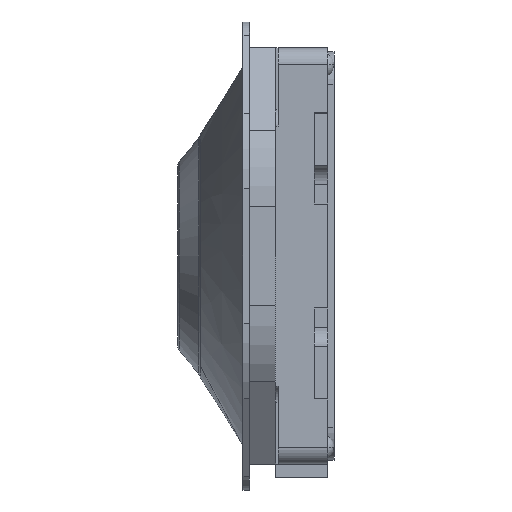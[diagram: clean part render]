
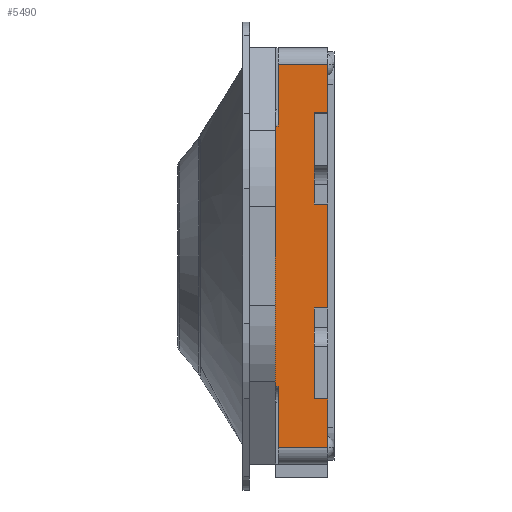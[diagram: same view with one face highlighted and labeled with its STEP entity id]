
A CAD part, left-side view. The second image highlights one B-rep face of the part: STEP entity #5490.
In plain terms, the highlighted planar face has unit normal (-1, 0, 0).
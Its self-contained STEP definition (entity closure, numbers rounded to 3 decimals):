
#12 = EDGE_CURVE ( 'NONE', #2527, #3083, #5675, .T. ) ;
#33 = EDGE_CURVE ( 'NONE', #1536, #3607, #4191, .T. ) ;
#63 = VECTOR ( 'NONE', #6797, 1000. ) ;
#87 = VERTEX_POINT ( 'NONE', #3217 ) ;
#212 = ORIENTED_EDGE ( 'NONE', *, *, #3155, .F. ) ;
#304 = VECTOR ( 'NONE', #529, 1000. ) ;
#473 = CARTESIAN_POINT ( 'NONE',  ( -1.3, 1.851, 0.735 ) ) ;
#529 = DIRECTION ( 'NONE',  ( 0., 1., 0. ) ) ;
#572 = ORIENTED_EDGE ( 'NONE', *, *, #6333, .F. ) ;
#631 = VECTOR ( 'NONE', #3483, 1000. ) ;
#665 = CARTESIAN_POINT ( 'NONE',  ( -1.3, 1.851, -0.55 ) ) ;
#691 = CARTESIAN_POINT ( 'NONE',  ( -1.3, 0.025, -0.2 ) ) ;
#703 = VECTOR ( 'NONE', #6167, 1000. ) ;
#855 = VECTOR ( 'NONE', #5926, 1000. ) ;
#876 = CARTESIAN_POINT ( 'NONE',  ( -1.3, 0.225, 0.5 ) ) ;
#914 = VECTOR ( 'NONE', #6384, 1000. ) ;
#951 = VERTEX_POINT ( 'NONE', #4117 ) ;
#954 = EDGE_CURVE ( 'NONE', #951, #3083, #2068, .T. ) ;
#977 = ORIENTED_EDGE ( 'NONE', *, *, #5657, .T. ) ;
#1143 = CARTESIAN_POINT ( 'NONE',  ( -1.3, 0.025, -0.735 ) ) ;
#1160 = DIRECTION ( 'NONE',  ( 0., 0., 1. ) ) ;
#1222 = CARTESIAN_POINT ( 'NONE',  ( -1.3, 0.215, 0.5 ) ) ;
#1335 = CARTESIAN_POINT ( 'NONE',  ( -1.3, 0.025, -0.55 ) ) ;
#1347 = EDGE_CURVE ( 'NONE', #4193, #5352, #6095, .T. ) ;
#1534 = ORIENTED_EDGE ( 'NONE', *, *, #12, .T. ) ;
#1536 = VERTEX_POINT ( 'NONE', #1143 ) ;
#1578 = EDGE_LOOP ( 'NONE', ( #5629, #212, #3446, #977, #4414, #3400, #4862, #572, #5848, #3385, #4046, #1534, #2082, #3838, #3739, #3913 ) ) ;
#1619 = CARTESIAN_POINT ( 'NONE',  ( -1.3, 0.075, 0.55 ) ) ;
#1725 = EDGE_CURVE ( 'NONE', #87, #3607, #4461, .T. ) ;
#1859 = VERTEX_POINT ( 'NONE', #3783 ) ;
#1894 = VECTOR ( 'NONE', #1978, 1000. ) ;
#1960 = CARTESIAN_POINT ( 'NONE',  ( -1.3, 1.851, -0.735 ) ) ;
#1977 = EDGE_CURVE ( 'NONE', #2332, #4470, #6422, .T. ) ;
#1978 = DIRECTION ( 'NONE',  ( 0., 1., 0. ) ) ;
#2001 = VECTOR ( 'NONE', #6390, 1000. ) ;
#2068 = LINE ( 'NONE', #3062, #631 ) ;
#2082 = ORIENTED_EDGE ( 'NONE', *, *, #954, .F. ) ;
#2087 = CARTESIAN_POINT ( 'NONE',  ( -1.3, 0.225, -0.5 ) ) ;
#2126 = VERTEX_POINT ( 'NONE', #3377 ) ;
#2248 = EDGE_CURVE ( 'NONE', #4193, #3820, #3544, .T. ) ;
#2307 = EDGE_CURVE ( 'NONE', #5352, #2527, #3230, .T. ) ;
#2332 = VERTEX_POINT ( 'NONE', #1619 ) ;
#2527 = VERTEX_POINT ( 'NONE', #876 ) ;
#2557 = DIRECTION ( 'NONE',  ( 0., -1., 0. ) ) ;
#2717 = CARTESIAN_POINT ( 'NONE',  ( -1.3, 0.025, 0.735 ) ) ;
#2953 = CARTESIAN_POINT ( 'NONE',  ( -1.3, 0.215, 0.5 ) ) ;
#3025 = EDGE_CURVE ( 'NONE', #5293, #1859, #5846, .T. ) ;
#3049 = CARTESIAN_POINT ( 'NONE',  ( -1.3, 0.215, 0.735 ) ) ;
#3062 = CARTESIAN_POINT ( 'NONE',  ( -1.3, 0.215, -0.5 ) ) ;
#3083 = VERTEX_POINT ( 'NONE', #2087 ) ;
#3149 = CARTESIAN_POINT ( 'NONE',  ( -1.3, 1.851, 0.2 ) ) ;
#3155 = EDGE_CURVE ( 'NONE', #6267, #87, #6015, .T. ) ;
#3217 = CARTESIAN_POINT ( 'NONE',  ( -1.3, 0.075, -0.55 ) ) ;
#3230 = LINE ( 'NONE', #5797, #5545 ) ;
#3245 = VERTEX_POINT ( 'NONE', #691 ) ;
#3308 = EDGE_CURVE ( 'NONE', #2126, #1536, #6175, .T. ) ;
#3377 = CARTESIAN_POINT ( 'NONE',  ( -1.3, 0.215, -0.735 ) ) ;
#3385 = ORIENTED_EDGE ( 'NONE', *, *, #1347, .T. ) ;
#3400 = ORIENTED_EDGE ( 'NONE', *, *, #5482, .T. ) ;
#3446 = ORIENTED_EDGE ( 'NONE', *, *, #5941, .F. ) ;
#3465 = DIRECTION ( 'NONE',  ( 0., 0., -1. ) ) ;
#3483 = DIRECTION ( 'NONE',  ( 0., 1., 0. ) ) ;
#3538 = AXIS2_PLACEMENT_3D ( 'NONE', #1960, #4045, #3547 ) ;
#3544 = LINE ( 'NONE', #473, #6410 ) ;
#3547 = DIRECTION ( 'NONE',  ( 0., 0., -1. ) ) ;
#3588 = CARTESIAN_POINT ( 'NONE',  ( -1.3, 1.851, -0.735 ) ) ;
#3607 = VERTEX_POINT ( 'NONE', #1335 ) ;
#3637 = VECTOR ( 'NONE', #1160, 1000. ) ;
#3680 = CARTESIAN_POINT ( 'NONE',  ( -1.3, 0.025, -0.735 ) ) ;
#3716 = CARTESIAN_POINT ( 'NONE',  ( -1.3, 0.025, -0.735 ) ) ;
#3739 = ORIENTED_EDGE ( 'NONE', *, *, #3308, .T. ) ;
#3783 = CARTESIAN_POINT ( 'NONE',  ( -1.3, 0.075, 0.2 ) ) ;
#3820 = VERTEX_POINT ( 'NONE', #4038 ) ;
#3822 = CARTESIAN_POINT ( 'NONE',  ( -1.3, 0.025, 0.55 ) ) ;
#3838 = ORIENTED_EDGE ( 'NONE', *, *, #4616, .F. ) ;
#3881 = CARTESIAN_POINT ( 'NONE',  ( -1.3, 0.025, 0.2 ) ) ;
#3913 = ORIENTED_EDGE ( 'NONE', *, *, #33, .T. ) ;
#3943 = VECTOR ( 'NONE', #6143, 1000. ) ;
#4016 = CARTESIAN_POINT ( 'NONE',  ( -1.3, 0.075, 0.735 ) ) ;
#4038 = CARTESIAN_POINT ( 'NONE',  ( -1.3, 0.025, 0.735 ) ) ;
#4045 = DIRECTION ( 'NONE',  ( 1., 0., 0. ) ) ;
#4046 = ORIENTED_EDGE ( 'NONE', *, *, #2307, .T. ) ;
#4117 = CARTESIAN_POINT ( 'NONE',  ( -1.3, 0.215, -0.5 ) ) ;
#4139 = LINE ( 'NONE', #5089, #1894 ) ;
#4191 = LINE ( 'NONE', #3716, #63 ) ;
#4193 = VERTEX_POINT ( 'NONE', #3049 ) ;
#4260 = CARTESIAN_POINT ( 'NONE',  ( -1.3, 1.851, 0.55 ) ) ;
#4414 = ORIENTED_EDGE ( 'NONE', *, *, #3025, .T. ) ;
#4461 = LINE ( 'NONE', #665, #855 ) ;
#4470 = VERTEX_POINT ( 'NONE', #3822 ) ;
#4616 = EDGE_CURVE ( 'NONE', #2126, #951, #4805, .T. ) ;
#4707 = CARTESIAN_POINT ( 'NONE',  ( -1.3, 0.075, -0.2 ) ) ;
#4778 = LINE ( 'NONE', #2717, #2001 ) ;
#4793 = VECTOR ( 'NONE', #5405, 1000. ) ;
#4805 = LINE ( 'NONE', #5803, #3637 ) ;
#4862 = ORIENTED_EDGE ( 'NONE', *, *, #1977, .T. ) ;
#4902 = VECTOR ( 'NONE', #5590, 1000. ) ;
#5089 = CARTESIAN_POINT ( 'NONE',  ( -1.3, 1.851, -0.2 ) ) ;
#5281 = DIRECTION ( 'NONE',  ( 0., 0., 1. ) ) ;
#5293 = VERTEX_POINT ( 'NONE', #3881 ) ;
#5338 = VECTOR ( 'NONE', #3465, 1000. ) ;
#5352 = VERTEX_POINT ( 'NONE', #1222 ) ;
#5405 = DIRECTION ( 'NONE',  ( 0., 0., -1. ) ) ;
#5439 = CARTESIAN_POINT ( 'NONE',  ( -1.3, 0.075, -0.735 ) ) ;
#5482 = EDGE_CURVE ( 'NONE', #1859, #2332, #6661, .T. ) ;
#5490 = ADVANCED_FACE ( 'NONE', ( #5628 ), #6688, .F. ) ;
#5544 = CARTESIAN_POINT ( 'NONE',  ( -1.3, 0.225, -0.735 ) ) ;
#5545 = VECTOR ( 'NONE', #5867, 1000. ) ;
#5590 = DIRECTION ( 'NONE',  ( 0., 0., -1. ) ) ;
#5628 = FACE_OUTER_BOUND ( 'NONE', #1578, .T. ) ;
#5629 = ORIENTED_EDGE ( 'NONE', *, *, #1725, .F. ) ;
#5657 = EDGE_CURVE ( 'NONE', #3245, #5293, #5724, .T. ) ;
#5675 = LINE ( 'NONE', #5544, #5338 ) ;
#5724 = LINE ( 'NONE', #3680, #6075 ) ;
#5797 = CARTESIAN_POINT ( 'NONE',  ( -1.3, 0.215, 0.5 ) ) ;
#5803 = CARTESIAN_POINT ( 'NONE',  ( -1.3, 0.215, -0.5 ) ) ;
#5846 = LINE ( 'NONE', #3149, #304 ) ;
#5848 = ORIENTED_EDGE ( 'NONE', *, *, #2248, .F. ) ;
#5867 = DIRECTION ( 'NONE',  ( 0., 1., 0. ) ) ;
#5926 = DIRECTION ( 'NONE',  ( 0., -1., 0. ) ) ;
#5941 = EDGE_CURVE ( 'NONE', #3245, #6267, #4139, .T. ) ;
#6015 = LINE ( 'NONE', #5439, #4793 ) ;
#6075 = VECTOR ( 'NONE', #5281, 1000. ) ;
#6095 = LINE ( 'NONE', #2953, #4902 ) ;
#6143 = DIRECTION ( 'NONE',  ( 0., -1., 0. ) ) ;
#6167 = DIRECTION ( 'NONE',  ( 0., 0., 1. ) ) ;
#6175 = LINE ( 'NONE', #3588, #3943 ) ;
#6267 = VERTEX_POINT ( 'NONE', #4707 ) ;
#6333 = EDGE_CURVE ( 'NONE', #3820, #4470, #4778, .T. ) ;
#6384 = DIRECTION ( 'NONE',  ( 0., -1., 0. ) ) ;
#6390 = DIRECTION ( 'NONE',  ( 0., 0., -1. ) ) ;
#6410 = VECTOR ( 'NONE', #2557, 1000. ) ;
#6422 = LINE ( 'NONE', #4260, #914 ) ;
#6661 = LINE ( 'NONE', #4016, #703 ) ;
#6688 = PLANE ( 'NONE',  #3538 ) ;
#6797 = DIRECTION ( 'NONE',  ( 0., 0., 1. ) ) ;
